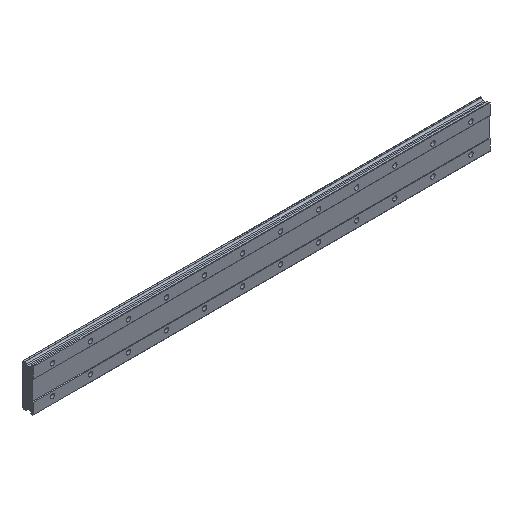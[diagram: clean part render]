
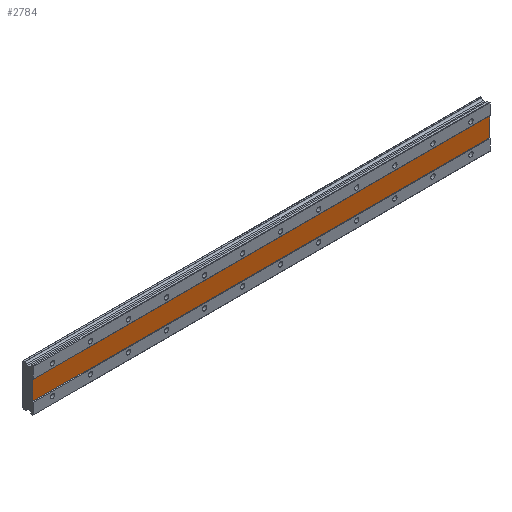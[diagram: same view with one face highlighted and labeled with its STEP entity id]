
A CAD part, isometric view. The second image highlights one B-rep face of the part: STEP entity #2784.
In plain terms, the highlighted planar face has unit normal (0, -1, 0).
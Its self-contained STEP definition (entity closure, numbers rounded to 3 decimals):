
#99 = AXIS2_PLACEMENT_3D ( 'NONE', #2866, #3541, #955 ) ;
#385 = VECTOR ( 'NONE', #560, 1000. ) ;
#519 = EDGE_CURVE ( 'NONE', #3177, #2704, #2661, .T. ) ;
#560 = DIRECTION ( 'NONE',  ( 0., 0., 1. ) ) ;
#955 = DIRECTION ( 'NONE',  ( 0., 0., 1. ) ) ;
#1058 = LINE ( 'NONE', #2550, #2964 ) ;
#1119 = DIRECTION ( 'NONE',  ( 1., 0., 0. ) ) ;
#1361 = ORIENTED_EDGE ( 'NONE', *, *, #2208, .F. ) ;
#1388 = CARTESIAN_POINT ( 'NONE',  ( 920., 1., 20. ) ) ;
#1527 = CARTESIAN_POINT ( 'NONE',  ( -40., 1., 20. ) ) ;
#1580 = VECTOR ( 'NONE', #4705, 1000. ) ;
#1759 = PLANE ( 'NONE',  #99 ) ;
#1781 = LINE ( 'NONE', #1388, #1580 ) ;
#1929 = EDGE_LOOP ( 'NONE', ( #2527, #1361, #3448, #3652 ) ) ;
#2134 = CARTESIAN_POINT ( 'NONE',  ( 920., 1., -20. ) ) ;
#2208 = EDGE_CURVE ( 'NONE', #2704, #3794, #1781, .T. ) ;
#2477 = DIRECTION ( 'NONE',  ( -1., 0., 0. ) ) ;
#2527 = ORIENTED_EDGE ( 'NONE', *, *, #4253, .F. ) ;
#2550 = CARTESIAN_POINT ( 'NONE',  ( 920., 1., -20. ) ) ;
#2661 = LINE ( 'NONE', #4475, #3049 ) ;
#2704 = VERTEX_POINT ( 'NONE', #3748 ) ;
#2784 = ADVANCED_FACE ( 'NONE', ( #3226 ), #1759, .F. ) ;
#2809 = CARTESIAN_POINT ( 'NONE',  ( -40., 1., -20. ) ) ;
#2866 = CARTESIAN_POINT ( 'NONE',  ( 920., 1., 20. ) ) ;
#2964 = VECTOR ( 'NONE', #2477, 1000. ) ;
#3049 = VECTOR ( 'NONE', #1119, 1000. ) ;
#3177 = VERTEX_POINT ( 'NONE', #1527 ) ;
#3203 = VERTEX_POINT ( 'NONE', #2809 ) ;
#3226 = FACE_OUTER_BOUND ( 'NONE', #1929, .T. ) ;
#3448 = ORIENTED_EDGE ( 'NONE', *, *, #519, .F. ) ;
#3541 = DIRECTION ( 'NONE',  ( 0., 1., 0. ) ) ;
#3652 = ORIENTED_EDGE ( 'NONE', *, *, #4043, .F. ) ;
#3748 = CARTESIAN_POINT ( 'NONE',  ( 920., 1., 20. ) ) ;
#3794 = VERTEX_POINT ( 'NONE', #2134 ) ;
#4043 = EDGE_CURVE ( 'NONE', #3203, #3177, #4634, .T. ) ;
#4253 = EDGE_CURVE ( 'NONE', #3794, #3203, #1058, .T. ) ;
#4273 = CARTESIAN_POINT ( 'NONE',  ( -40., 1., 20. ) ) ;
#4475 = CARTESIAN_POINT ( 'NONE',  ( 920., 1., 20. ) ) ;
#4634 = LINE ( 'NONE', #4273, #385 ) ;
#4705 = DIRECTION ( 'NONE',  ( 0., 0., -1. ) ) ;
